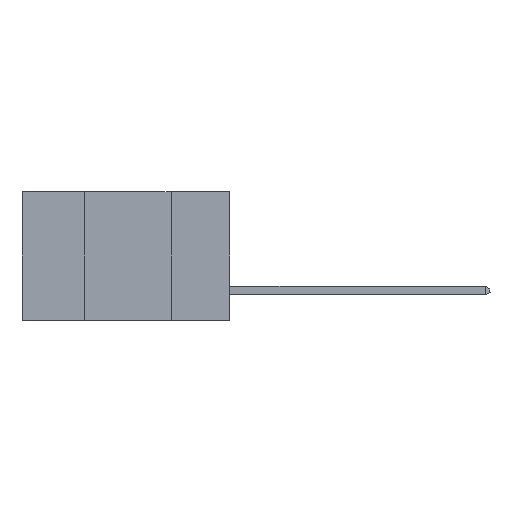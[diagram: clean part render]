
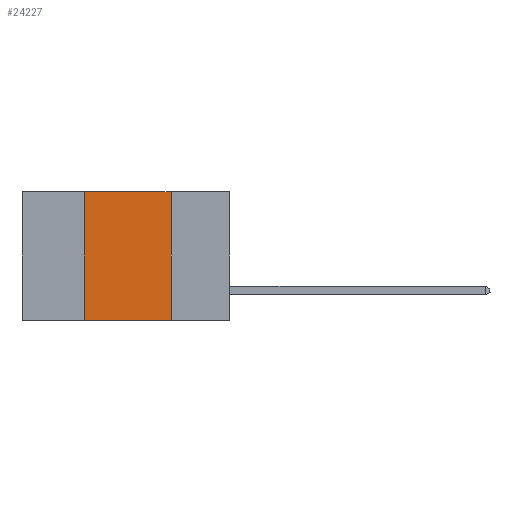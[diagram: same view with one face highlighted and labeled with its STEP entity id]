
A CAD part, left-side view. The second image highlights one B-rep face of the part: STEP entity #24227.
In plain terms, the highlighted planar face has unit normal (-1, 0, 0).
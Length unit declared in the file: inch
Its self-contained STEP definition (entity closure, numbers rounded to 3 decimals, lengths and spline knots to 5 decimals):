
#531 = CARTESIAN_POINT ( 'NONE',  ( 0., 0.6, 0. ) ) ;
#623 = VECTOR ( 'NONE', #11923, 39.37008 ) ;
#5031 = DIRECTION ( 'NONE',  ( 1., 0., 0. ) ) ;
#5208 = CARTESIAN_POINT ( 'NONE',  ( 0., 0.6, 0. ) ) ;
#5259 = VECTOR ( 'NONE', #21455, 39.37008 ) ;
#5406 = VERTEX_POINT ( 'NONE', #7886 ) ;
#6694 = EDGE_CURVE ( 'NONE', #22350, #5406, #7425, .T. ) ;
#6910 = VERTEX_POINT ( 'NONE', #10737 ) ;
#7030 = CARTESIAN_POINT ( 'NONE',  ( 0., 0.17, 0. ) ) ;
#7319 = CARTESIAN_POINT ( 'NONE',  ( 0., 0.42, 0. ) ) ;
#7425 = LINE ( 'NONE', #7030, #623 ) ;
#7546 = FACE_OUTER_BOUND ( 'NONE', #18113, .T. ) ;
#7886 = CARTESIAN_POINT ( 'NONE',  ( 0., 0.17, -0.37 ) ) ;
#8191 = CARTESIAN_POINT ( 'NONE',  ( 0., 0.6, -0.37 ) ) ;
#10737 = CARTESIAN_POINT ( 'NONE',  ( 0., 0.42, -0.37 ) ) ;
#11202 = LINE ( 'NONE', #8191, #16077 ) ;
#11923 = DIRECTION ( 'NONE',  ( 0., 0., -1. ) ) ;
#12896 = EDGE_CURVE ( 'NONE', #6910, #17426, #20010, .T. ) ;
#14119 = CARTESIAN_POINT ( 'NONE',  ( 0., 0.42, 0. ) ) ;
#15430 = PLANE ( 'NONE',  #20454 ) ;
#15899 = ORIENTED_EDGE ( 'NONE', *, *, #12896, .F. ) ;
#16077 = VECTOR ( 'NONE', #20424, 39.37008 ) ;
#17218 = ORIENTED_EDGE ( 'NONE', *, *, #6694, .F. ) ;
#17426 = VERTEX_POINT ( 'NONE', #14119 ) ;
#17831 = DIRECTION ( 'NONE',  ( 0., 0., 1. ) ) ;
#18113 = EDGE_LOOP ( 'NONE', ( #17218, #18982, #15899, #24405 ) ) ;
#18982 = ORIENTED_EDGE ( 'NONE', *, *, #25145, .F. ) ;
#19185 = LINE ( 'NONE', #531, #5259 ) ;
#20010 = LINE ( 'NONE', #7319, #24557 ) ;
#20424 = DIRECTION ( 'NONE',  ( 0., -1., 0. ) ) ;
#20454 = AXIS2_PLACEMENT_3D ( 'NONE', #5208, #5031, #25797 ) ;
#21455 = DIRECTION ( 'NONE',  ( 0., -1., 0. ) ) ;
#22350 = VERTEX_POINT ( 'NONE', #24833 ) ;
#22800 = EDGE_CURVE ( 'NONE', #6910, #5406, #11202, .T. ) ;
#24227 = ADVANCED_FACE ( 'NONE', ( #7546 ), #15430, .F. ) ;
#24405 = ORIENTED_EDGE ( 'NONE', *, *, #22800, .T. ) ;
#24557 = VECTOR ( 'NONE', #17831, 39.37008 ) ;
#24833 = CARTESIAN_POINT ( 'NONE',  ( 0., 0.17, 0. ) ) ;
#25145 = EDGE_CURVE ( 'NONE', #17426, #22350, #19185, .T. ) ;
#25797 = DIRECTION ( 'NONE',  ( 0., 0., -1. ) ) ;
